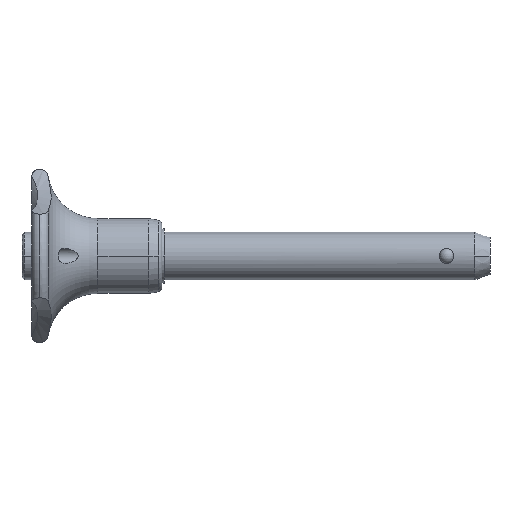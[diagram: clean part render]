
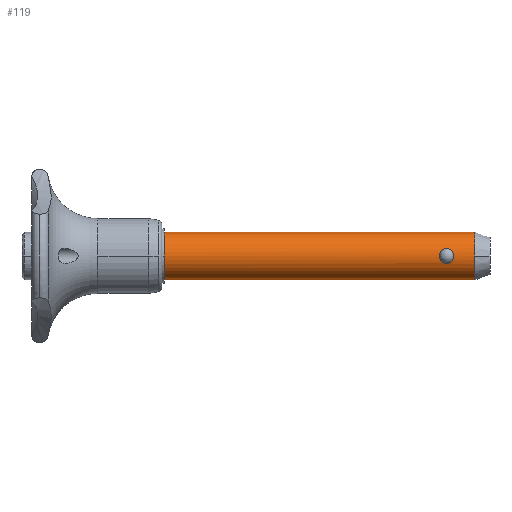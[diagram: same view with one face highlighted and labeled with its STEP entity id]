
A CAD part, left-side view. The second image highlights one B-rep face of the part: STEP entity #119.
In plain terms, the highlighted cylindrical face has radius 3.969 mm (diameter 7.938 mm), a partial arc.
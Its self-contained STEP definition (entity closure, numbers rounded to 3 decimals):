
#119=ADVANCED_FACE('',(#264,#265),#266,.T.);
#264=FACE_OUTER_BOUND('',#436,.T.);
#265=FACE_BOUND('',#437,.T.);
#266=CYLINDRICAL_SURFACE('',#438,3.969);
#436=EDGE_LOOP('',(#752,#753,#754,#755,#756));
#437=EDGE_LOOP('',(#757,#758));
#438=AXIS2_PLACEMENT_3D('',#759,#760,#761);
#752=ORIENTED_EDGE('',*,*,#1174,.F.);
#753=ORIENTED_EDGE('',*,*,#1142,.T.);
#754=ORIENTED_EDGE('',*,*,#1164,.T.);
#755=ORIENTED_EDGE('',*,*,#1175,.F.);
#756=ORIENTED_EDGE('',*,*,#1176,.F.);
#757=ORIENTED_EDGE('',*,*,#1177,.T.);
#758=ORIENTED_EDGE('',*,*,#1178,.T.);
#759=CARTESIAN_POINT('',(0.,-27.051,0.0));
#760=DIRECTION('',(0.,1.0,0.0));
#761=DIRECTION('',(0.0,0.0,-1.0));
#1142=EDGE_CURVE('',#1409,#1407,#1410,.T.);
#1164=EDGE_CURVE('',#1407,#1442,#1444,.T.);
#1174=EDGE_CURVE('',#1409,#1455,#1456,.T.);
#1175=EDGE_CURVE('',#1457,#1442,#1458,.T.);
#1176=EDGE_CURVE('',#1455,#1457,#1459,.T.);
#1177=EDGE_CURVE('',#1460,#1461,#1462,.T.);
#1178=EDGE_CURVE('',#1461,#1460,#1463,.T.);
#1407=VERTEX_POINT('',#2616);
#1409=VERTEX_POINT('',#2619);
#1410=CIRCLE('',#2620,3.969);
#1442=VERTEX_POINT('',#2736);
#1444=CIRCLE('',#2738,3.969);
#1455=VERTEX_POINT('',#2793);
#1456=LINE('',#2794,#2795);
#1457=VERTEX_POINT('',#2796);
#1458=LINE('',#2797,#2798);
#1459=CIRCLE('',#2799,3.969);
#1460=VERTEX_POINT('',#2800);
#1461=VERTEX_POINT('',#2801);
#1462=B_SPLINE_CURVE_WITH_KNOTS('',3,(#2802,#2803,#2804,#2805,#2806,#2807,#2808,#2809,#2810,#2811,#2812,#2813,#2814,#2815,#2816,#2817,#2818,#2819,#2820,#2821,#2822,#2823,#2824,#2825,#2826,#2827),.UNSPECIFIED.,.F.,.F.,(4,2,2,2,2,2,2,2,2,2,2,2,4),(0.0,0.401,0.802,0.988,1.174,1.485,1.795,2.106,2.416,2.603,2.789,3.19,3.59),.UNSPECIFIED.);
#1463=B_SPLINE_CURVE_WITH_KNOTS('',3,(#2828,#2829,#2830,#2831,#2832,#2833,#2834,#2835,#2836,#2837,#2838,#2839,#2840,#2841,#2842,#2843,#2844,#2845,#2846,#2847,#2848,#2849,#2850,#2851,#2852,#2853),.UNSPECIFIED.,.F.,.F.,(4,2,2,2,2,2,2,2,2,2,2,2,4),(3.59,3.991,4.392,4.578,4.764,5.075,5.386,5.696,6.007,6.193,6.379,6.78,7.181),.UNSPECIFIED.);
#2616=CARTESIAN_POINT('',(-3.969,-51.587,0.));
#2619=CARTESIAN_POINT('',(0.,-51.587,-3.969));
#2620=AXIS2_PLACEMENT_3D('',#3428,#3429,#3430);
#2736=CARTESIAN_POINT('',(0.,-51.587,3.969));
#2738=AXIS2_PLACEMENT_3D('',#3461,#3462,#3463);
#2793=CARTESIAN_POINT('',(0.,0.0,-3.969));
#2794=CARTESIAN_POINT('',(0.,-27.051,-3.969));
#2795=VECTOR('',#3474,1.0);
#2796=CARTESIAN_POINT('',(0.,0.,3.969));
#2797=CARTESIAN_POINT('',(0.,-27.051,3.969));
#2798=VECTOR('',#3475,1.0);
#2799=AXIS2_PLACEMENT_3D('',#3476,#3477,#3478);
#2800=CARTESIAN_POINT('',(-3.776,-46.884,1.222));
#2801=CARTESIAN_POINT('',(-3.776,-46.884,-1.222));
#2802=CARTESIAN_POINT('',(-3.776,-46.884,1.222));
#2803=CARTESIAN_POINT('',(-3.776,-47.017,1.222));
#2804=CARTESIAN_POINT('',(-3.784,-47.16,1.197));
#2805=CARTESIAN_POINT('',(-3.815,-47.424,1.095));
#2806=CARTESIAN_POINT('',(-3.837,-47.546,1.018));
#2807=CARTESIAN_POINT('',(-3.868,-47.689,0.889));
#2808=CARTESIAN_POINT('',(-3.879,-47.736,0.841));
#2809=CARTESIAN_POINT('',(-3.9,-47.819,0.736));
#2810=CARTESIAN_POINT('',(-3.911,-47.856,0.68));
#2811=CARTESIAN_POINT('',(-3.933,-47.937,0.536));
#2812=CARTESIAN_POINT('',(-3.947,-47.979,0.432));
#2813=CARTESIAN_POINT('',(-3.964,-48.035,0.216));
#2814=CARTESIAN_POINT('',(-3.969,-48.048,0.104));
#2815=CARTESIAN_POINT('',(-3.969,-48.048,-0.104));
#2816=CARTESIAN_POINT('',(-3.964,-48.035,-0.216));
#2817=CARTESIAN_POINT('',(-3.947,-47.979,-0.432));
#2818=CARTESIAN_POINT('',(-3.933,-47.937,-0.536));
#2819=CARTESIAN_POINT('',(-3.911,-47.856,-0.68));
#2820=CARTESIAN_POINT('',(-3.9,-47.819,-0.736));
#2821=CARTESIAN_POINT('',(-3.879,-47.736,-0.841));
#2822=CARTESIAN_POINT('',(-3.868,-47.689,-0.889));
#2823=CARTESIAN_POINT('',(-3.837,-47.546,-1.018));
#2824=CARTESIAN_POINT('',(-3.815,-47.424,-1.095));
#2825=CARTESIAN_POINT('',(-3.784,-47.16,-1.197));
#2826=CARTESIAN_POINT('',(-3.776,-47.017,-1.222));
#2827=CARTESIAN_POINT('',(-3.776,-46.884,-1.222));
#2828=CARTESIAN_POINT('',(-3.776,-46.884,-1.222));
#2829=CARTESIAN_POINT('',(-3.776,-46.75,-1.222));
#2830=CARTESIAN_POINT('',(-3.784,-46.608,-1.197));
#2831=CARTESIAN_POINT('',(-3.815,-46.344,-1.095));
#2832=CARTESIAN_POINT('',(-3.837,-46.222,-1.018));
#2833=CARTESIAN_POINT('',(-3.868,-46.078,-0.889));
#2834=CARTESIAN_POINT('',(-3.879,-46.032,-0.841));
#2835=CARTESIAN_POINT('',(-3.9,-45.948,-0.736));
#2836=CARTESIAN_POINT('',(-3.911,-45.911,-0.68));
#2837=CARTESIAN_POINT('',(-3.933,-45.831,-0.536));
#2838=CARTESIAN_POINT('',(-3.947,-45.788,-0.432));
#2839=CARTESIAN_POINT('',(-3.964,-45.733,-0.216));
#2840=CARTESIAN_POINT('',(-3.969,-45.72,-0.104));
#2841=CARTESIAN_POINT('',(-3.969,-45.72,0.104));
#2842=CARTESIAN_POINT('',(-3.964,-45.733,0.216));
#2843=CARTESIAN_POINT('',(-3.947,-45.788,0.432));
#2844=CARTESIAN_POINT('',(-3.933,-45.831,0.536));
#2845=CARTESIAN_POINT('',(-3.911,-45.911,0.68));
#2846=CARTESIAN_POINT('',(-3.9,-45.948,0.736));
#2847=CARTESIAN_POINT('',(-3.879,-46.032,0.841));
#2848=CARTESIAN_POINT('',(-3.868,-46.078,0.889));
#2849=CARTESIAN_POINT('',(-3.837,-46.222,1.018));
#2850=CARTESIAN_POINT('',(-3.815,-46.344,1.095));
#2851=CARTESIAN_POINT('',(-3.784,-46.608,1.197));
#2852=CARTESIAN_POINT('',(-3.776,-46.75,1.222));
#2853=CARTESIAN_POINT('',(-3.776,-46.884,1.222));
#3428=CARTESIAN_POINT('',(0.,-51.587,0.0));
#3429=DIRECTION('',(0.,1.0,0.));
#3430=DIRECTION('',(0.,0.,-1.0));
#3461=CARTESIAN_POINT('',(0.,-51.587,0.0));
#3462=DIRECTION('',(0.,1.0,0.));
#3463=DIRECTION('',(0.,0.,-1.0));
#3474=DIRECTION('',(0.,1.0,0.0));
#3475=DIRECTION('',(0.,-1.0,-0.0));
#3476=CARTESIAN_POINT('',(0.,0.0,0.0));
#3477=DIRECTION('',(0.,1.0,0.0));
#3478=DIRECTION('',(0.0,0.0,-1.0));
